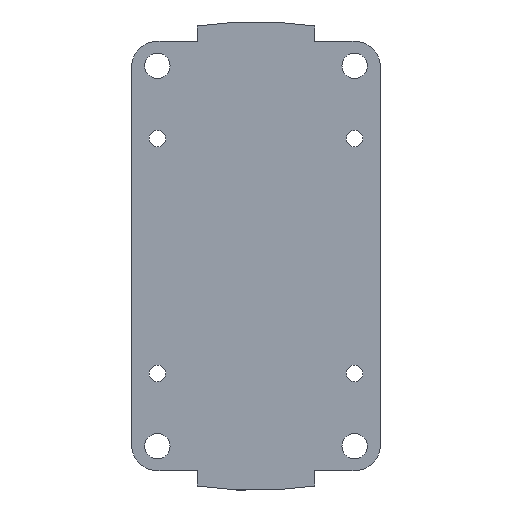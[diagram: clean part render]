
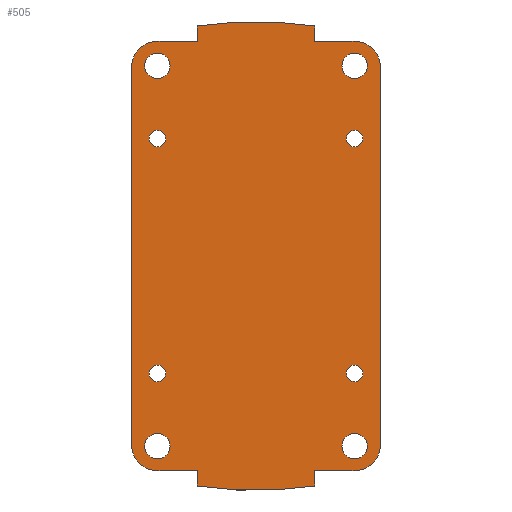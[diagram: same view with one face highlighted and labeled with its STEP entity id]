
A CAD part, top view. The second image highlights one B-rep face of the part: STEP entity #505.
In plain terms, the highlighted planar face has unit normal (0, 0, 1).
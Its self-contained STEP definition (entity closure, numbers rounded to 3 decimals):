
#25=PLANE('',#561);
#30=LINE('',#763,#66);
#33=LINE('',#769,#69);
#37=LINE('',#781,#73);
#40=LINE('',#787,#76);
#44=LINE('',#799,#80);
#48=LINE('',#811,#84);
#51=LINE('',#817,#87);
#55=LINE('',#829,#91);
#58=LINE('',#835,#94);
#62=LINE('',#845,#98);
#66=VECTOR('',#624,8.8);
#69=VECTOR('',#629,3.294);
#73=VECTOR('',#641,3.294);
#76=VECTOR('',#646,8.8);
#80=VECTOR('',#658,80.664);
#84=VECTOR('',#670,8.8);
#87=VECTOR('',#675,3.294);
#91=VECTOR('',#687,3.294);
#94=VECTOR('',#692,8.8);
#98=VECTOR('',#704,80.664);
#107=FACE_BOUND('',#182,.T.);
#108=FACE_BOUND('',#183,.T.);
#109=FACE_BOUND('',#184,.T.);
#110=FACE_BOUND('',#185,.T.);
#111=FACE_BOUND('',#186,.T.);
#112=FACE_BOUND('',#187,.T.);
#113=FACE_BOUND('',#188,.T.);
#114=FACE_BOUND('',#189,.T.);
#147=FACE_OUTER_BOUND('',#181,.T.);
#181=EDGE_LOOP('',(#419,#420,#421,#422,#423,#424,#425,#426,#427,#428,#429,
#430,#431,#432,#433,#434));
#182=EDGE_LOOP('',(#435));
#183=EDGE_LOOP('',(#436));
#184=EDGE_LOOP('',(#437));
#185=EDGE_LOOP('',(#438));
#186=EDGE_LOOP('',(#439));
#187=EDGE_LOOP('',(#440));
#188=EDGE_LOOP('',(#441));
#189=EDGE_LOOP('',(#442));
#199=CIRCLE('',#510,2.7);
#201=CIRCLE('',#513,2.7);
#203=CIRCLE('',#516,2.7);
#205=CIRCLE('',#519,2.7);
#207=CIRCLE('',#522,1.75);
#209=CIRCLE('',#525,1.75);
#211=CIRCLE('',#528,1.75);
#213=CIRCLE('',#531,1.75);
#216=CIRCLE('',#535,5.502);
#218=CIRCLE('',#540,83.032);
#220=CIRCLE('',#545,5.502);
#222=CIRCLE('',#549,5.502);
#224=CIRCLE('',#554,83.032);
#226=CIRCLE('',#559,5.502);
#227=VERTEX_POINT('',#711);
#229=VERTEX_POINT('',#716);
#231=VERTEX_POINT('',#721);
#233=VERTEX_POINT('',#726);
#235=VERTEX_POINT('',#731);
#237=VERTEX_POINT('',#736);
#239=VERTEX_POINT('',#741);
#241=VERTEX_POINT('',#746);
#245=VERTEX_POINT('',#754);
#246=VERTEX_POINT('',#756);
#248=VERTEX_POINT('',#762);
#250=VERTEX_POINT('',#768);
#252=VERTEX_POINT('',#774);
#254=VERTEX_POINT('',#780);
#256=VERTEX_POINT('',#786);
#258=VERTEX_POINT('',#792);
#260=VERTEX_POINT('',#798);
#262=VERTEX_POINT('',#804);
#264=VERTEX_POINT('',#810);
#266=VERTEX_POINT('',#816);
#268=VERTEX_POINT('',#822);
#270=VERTEX_POINT('',#828);
#272=VERTEX_POINT('',#834);
#274=VERTEX_POINT('',#840);
#275=EDGE_CURVE('',#227,#227,#199,.T.);
#277=EDGE_CURVE('',#229,#229,#201,.T.);
#279=EDGE_CURVE('',#231,#231,#203,.T.);
#281=EDGE_CURVE('',#233,#233,#205,.T.);
#283=EDGE_CURVE('',#235,#235,#207,.T.);
#285=EDGE_CURVE('',#237,#237,#209,.T.);
#287=EDGE_CURVE('',#239,#239,#211,.T.);
#289=EDGE_CURVE('',#241,#241,#213,.T.);
#293=EDGE_CURVE('',#246,#245,#216,.T.);
#296=EDGE_CURVE('',#248,#246,#30,.T.);
#299=EDGE_CURVE('',#250,#248,#33,.T.);
#302=EDGE_CURVE('',#252,#250,#218,.T.);
#305=EDGE_CURVE('',#254,#252,#37,.T.);
#308=EDGE_CURVE('',#256,#254,#40,.T.);
#311=EDGE_CURVE('',#258,#256,#220,.T.);
#314=EDGE_CURVE('',#260,#258,#44,.T.);
#317=EDGE_CURVE('',#262,#260,#222,.T.);
#320=EDGE_CURVE('',#264,#262,#48,.T.);
#323=EDGE_CURVE('',#266,#264,#51,.T.);
#326=EDGE_CURVE('',#268,#266,#224,.T.);
#329=EDGE_CURVE('',#270,#268,#55,.T.);
#332=EDGE_CURVE('',#272,#270,#58,.T.);
#335=EDGE_CURVE('',#274,#272,#226,.T.);
#338=EDGE_CURVE('',#245,#274,#62,.T.);
#419=ORIENTED_EDGE('',*,*,#338,.T.);
#420=ORIENTED_EDGE('',*,*,#335,.T.);
#421=ORIENTED_EDGE('',*,*,#332,.T.);
#422=ORIENTED_EDGE('',*,*,#329,.T.);
#423=ORIENTED_EDGE('',*,*,#326,.T.);
#424=ORIENTED_EDGE('',*,*,#323,.T.);
#425=ORIENTED_EDGE('',*,*,#320,.T.);
#426=ORIENTED_EDGE('',*,*,#317,.T.);
#427=ORIENTED_EDGE('',*,*,#314,.T.);
#428=ORIENTED_EDGE('',*,*,#311,.T.);
#429=ORIENTED_EDGE('',*,*,#308,.T.);
#430=ORIENTED_EDGE('',*,*,#305,.T.);
#431=ORIENTED_EDGE('',*,*,#302,.T.);
#432=ORIENTED_EDGE('',*,*,#299,.T.);
#433=ORIENTED_EDGE('',*,*,#296,.T.);
#434=ORIENTED_EDGE('',*,*,#293,.T.);
#435=ORIENTED_EDGE('',*,*,#275,.T.);
#436=ORIENTED_EDGE('',*,*,#277,.T.);
#437=ORIENTED_EDGE('',*,*,#279,.T.);
#438=ORIENTED_EDGE('',*,*,#281,.T.);
#439=ORIENTED_EDGE('',*,*,#283,.T.);
#440=ORIENTED_EDGE('',*,*,#285,.T.);
#441=ORIENTED_EDGE('',*,*,#287,.T.);
#442=ORIENTED_EDGE('',*,*,#289,.T.);
#505=ADVANCED_FACE('',(#147,#107,#108,#109,#110,#111,#112,#113,#114),#25,
 .T.);
#510=AXIS2_PLACEMENT_3D('',#712,#567,#568);
#513=AXIS2_PLACEMENT_3D('',#717,#573,#574);
#516=AXIS2_PLACEMENT_3D('',#722,#579,#580);
#519=AXIS2_PLACEMENT_3D('',#727,#585,#586);
#522=AXIS2_PLACEMENT_3D('',#732,#591,#592);
#525=AXIS2_PLACEMENT_3D('',#737,#597,#598);
#528=AXIS2_PLACEMENT_3D('',#742,#603,#604);
#531=AXIS2_PLACEMENT_3D('',#747,#609,#610);
#535=AXIS2_PLACEMENT_3D('',#757,#618,#619);
#540=AXIS2_PLACEMENT_3D('',#775,#635,#636);
#545=AXIS2_PLACEMENT_3D('',#793,#652,#653);
#549=AXIS2_PLACEMENT_3D('',#805,#664,#665);
#554=AXIS2_PLACEMENT_3D('',#823,#681,#682);
#559=AXIS2_PLACEMENT_3D('',#841,#698,#699);
#561=AXIS2_PLACEMENT_3D('',#846,#705,#706);
#567=DIRECTION('center_axis',(0.,0.,-1.));
#568=DIRECTION('ref_axis',(-1.,0.,0.));
#573=DIRECTION('center_axis',(0.,0.,-1.));
#574=DIRECTION('ref_axis',(-1.,0.,0.));
#579=DIRECTION('center_axis',(0.,0.,-1.));
#580=DIRECTION('ref_axis',(-1.,0.,0.));
#585=DIRECTION('center_axis',(0.,0.,-1.));
#586=DIRECTION('ref_axis',(-1.,0.,0.));
#591=DIRECTION('center_axis',(0.,0.,-1.));
#592=DIRECTION('ref_axis',(-1.,0.,0.));
#597=DIRECTION('center_axis',(0.,0.,-1.));
#598=DIRECTION('ref_axis',(-1.,0.,0.));
#603=DIRECTION('center_axis',(0.,0.,-1.));
#604=DIRECTION('ref_axis',(-1.,0.,0.));
#609=DIRECTION('center_axis',(0.,0.,-1.));
#610=DIRECTION('ref_axis',(-1.,0.,0.));
#618=DIRECTION('center_axis',(0.,0.,1.));
#619=DIRECTION('ref_axis',(-0.055,0.999,0.));
#624=DIRECTION('',(-1.,0.,0.));
#629=DIRECTION('',(0.,-1.,0.));
#635=DIRECTION('center_axis',(0.,0.,1.));
#636=DIRECTION('ref_axis',(0.151,0.989,0.));
#641=DIRECTION('',(0.,1.,0.));
#646=DIRECTION('',(-1.,0.,0.));
#652=DIRECTION('center_axis',(0.,0.,1.));
#653=DIRECTION('ref_axis',(1.,0.024,0.));
#658=DIRECTION('',(0.,1.,0.));
#664=DIRECTION('center_axis',(0.,0.,1.));
#665=DIRECTION('ref_axis',(0.055,-0.999,0.));
#670=DIRECTION('',(1.,0.,0.));
#675=DIRECTION('',(0.,1.,0.));
#681=DIRECTION('center_axis',(0.,0.,1.));
#682=DIRECTION('ref_axis',(-0.151,-0.989,0.));
#687=DIRECTION('',(0.,-1.,0.));
#692=DIRECTION('',(1.,0.,0.));
#698=DIRECTION('center_axis',(0.,0.,1.));
#699=DIRECTION('ref_axis',(-1.,-0.024,0.));
#704=DIRECTION('',(0.,-1.,0.));
#705=DIRECTION('center_axis',(0.,0.,1.));
#706=DIRECTION('ref_axis',(1.,0.,0.));
#711=CARTESIAN_POINT('',(23.7,-40.5,1.));
#712=CARTESIAN_POINT('Origin',(21.,-40.5,1.));
#716=CARTESIAN_POINT('',(-18.3,-40.5,1.));
#717=CARTESIAN_POINT('Origin',(-21.,-40.5,1.));
#721=CARTESIAN_POINT('',(23.7,40.5,1.));
#722=CARTESIAN_POINT('Origin',(21.,40.5,1.));
#726=CARTESIAN_POINT('',(-18.3,40.5,1.));
#727=CARTESIAN_POINT('Origin',(-21.,40.5,1.));
#731=CARTESIAN_POINT('',(22.75,-25.,1.));
#732=CARTESIAN_POINT('Origin',(21.,-25.,1.));
#736=CARTESIAN_POINT('',(-19.25,-25.,1.));
#737=CARTESIAN_POINT('Origin',(-21.,-25.,1.));
#741=CARTESIAN_POINT('',(22.75,25.,1.));
#742=CARTESIAN_POINT('Origin',(21.,25.,1.));
#746=CARTESIAN_POINT('',(-19.25,25.,1.));
#747=CARTESIAN_POINT('Origin',(-21.,25.,1.));
#754=CARTESIAN_POINT('',(-26.5,40.332,1.));
#756=CARTESIAN_POINT('',(-21.3,45.693,1.));
#757=CARTESIAN_POINT('Origin',(-21.,40.2,1.));
#762=CARTESIAN_POINT('',(-12.5,45.693,1.));
#763=CARTESIAN_POINT('',(-12.5,45.693,1.));
#768=CARTESIAN_POINT('',(-12.5,48.988,1.));
#769=CARTESIAN_POINT('',(-12.5,48.988,1.));
#774=CARTESIAN_POINT('',(12.5,48.988,1.));
#775=CARTESIAN_POINT('Origin',(0.,-33.098,1.));
#780=CARTESIAN_POINT('',(12.5,45.693,1.));
#781=CARTESIAN_POINT('',(12.5,45.693,1.));
#786=CARTESIAN_POINT('',(21.3,45.693,1.));
#787=CARTESIAN_POINT('',(21.3,45.693,1.));
#792=CARTESIAN_POINT('',(26.5,40.332,1.));
#793=CARTESIAN_POINT('Origin',(21.,40.2,1.));
#798=CARTESIAN_POINT('',(26.5,-40.332,1.));
#799=CARTESIAN_POINT('',(26.5,-40.332,1.));
#804=CARTESIAN_POINT('',(21.3,-45.693,1.));
#805=CARTESIAN_POINT('Origin',(21.,-40.2,1.));
#810=CARTESIAN_POINT('',(12.5,-45.693,1.));
#811=CARTESIAN_POINT('',(12.5,-45.693,1.));
#816=CARTESIAN_POINT('',(12.5,-48.988,1.));
#817=CARTESIAN_POINT('',(12.5,-48.988,1.));
#822=CARTESIAN_POINT('',(-12.5,-48.988,1.));
#823=CARTESIAN_POINT('Origin',(0.,33.098,1.));
#828=CARTESIAN_POINT('',(-12.5,-45.693,1.));
#829=CARTESIAN_POINT('',(-12.5,-45.693,1.));
#834=CARTESIAN_POINT('',(-21.3,-45.693,1.));
#835=CARTESIAN_POINT('',(-21.3,-45.693,1.));
#840=CARTESIAN_POINT('',(-26.5,-40.332,1.));
#841=CARTESIAN_POINT('Origin',(-21.,-40.2,1.));
#845=CARTESIAN_POINT('',(-26.5,40.332,1.));
#846=CARTESIAN_POINT('Origin',(0.,0.,
1.));
